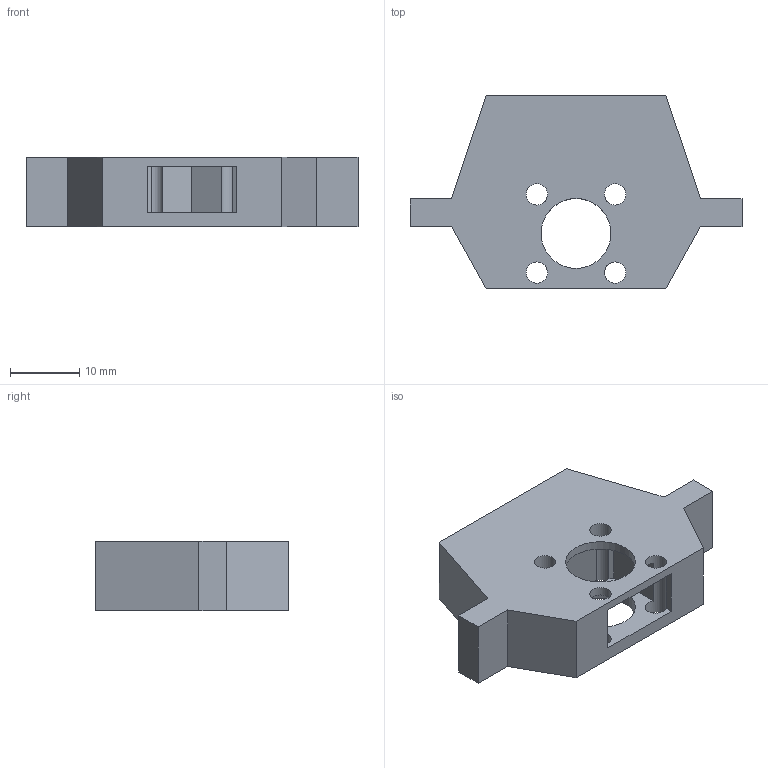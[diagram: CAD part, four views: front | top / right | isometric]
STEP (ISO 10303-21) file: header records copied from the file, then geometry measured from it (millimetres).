
FILE_DESCRIPTION(/* description */ (''),/* implementation_level */ '2;1');
FILE_NAME(/* name */ 'b7f64be2-6d7a-466f-a268-32b0c86b3d7a.stp',/* time_stamp */ '2025-12-19T03:25:45Z',/* author */ (''),/* organization */ (''),/* preprocessor_version */ 'ST-DEVELOPER v20.1',/* originating_system */ 'Autodesk Translation Framework v14.24.0.0',/* authorisation */ '');
FILE_SCHEMA (('AUTOMOTIVE_DESIGN { 1 0 10303 214 3 1 1 }'));
Length unit declared in the file: millimetre
Products named in the file (1): SP_CarriageR1 (1)
Bounding box: 48 x 28 x 10 mm (x, y, z)
Volume: 7696.9 mm3; surface area: 3669.7 mm2
Topology: 1 solids, 1 shells, 30 faces, 96 edges, 64 vertices
Faces by surface type: plane 24, cylinder 6
Full cylindrical faces by diameter (mm): 3.1 x4, 10.1 x2
Entity records: 1135 total; most frequent: ORIENTED_EDGE 192, CARTESIAN_POINT 191, DIRECTION 180, EDGE_CURVE 96, LINE 74, VECTOR 74, VERTEX_POINT 64, AXIS2_PLACEMENT_3D 53
